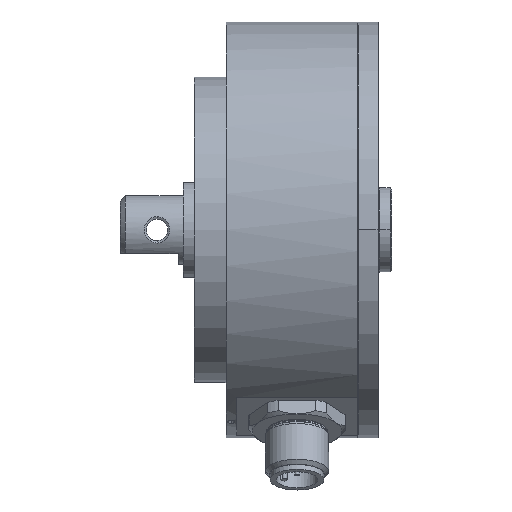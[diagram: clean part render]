
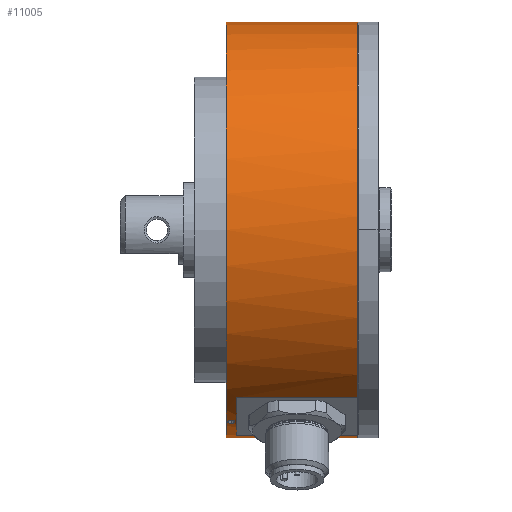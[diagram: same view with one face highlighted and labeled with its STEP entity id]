
A CAD part, left-side view. The second image highlights one B-rep face of the part: STEP entity #11005.
In plain terms, the highlighted cylindrical face has radius 39.5 mm (diameter 79 mm), a partial arc.
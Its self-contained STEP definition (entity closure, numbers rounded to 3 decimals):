
#28 = ORIENTED_EDGE ( 'NONE', *, *, #11295, .F. ) ;
#157 = VERTEX_POINT ( 'NONE', #1613 ) ;
#456 = CARTESIAN_POINT ( 'NONE',  ( -15.76, 24.194, -36.22 ) ) ;
#1142 = CARTESIAN_POINT ( 'NONE',  ( -15.116, 23.3, -36.493 ) ) ;
#1494 = CARTESIAN_POINT ( 'NONE',  ( -6.059, 0., -39.033 ) ) ;
#1564 = CARTESIAN_POINT ( 'NONE',  ( -15.446, 24.632, -36.355 ) ) ;
#1613 = CARTESIAN_POINT ( 'NONE',  ( -23.316, 0., -31.884 ) ) ;
#1902 = CARTESIAN_POINT ( 'NONE',  ( -15.116, 23.3, -36.493 ) ) ;
#2026 = EDGE_CURVE ( 'NONE', #13358, #11859, #13349, .T. ) ;
#2141 = CIRCLE ( 'NONE', #11280, 39.5 ) ;
#2149 = VECTOR ( 'NONE', #10107, 1000. ) ;
#2355 = B_SPLINE_CURVE_WITH_KNOTS ( 'NONE', 3,
 ( #7227, #7985, #2641, #13487, #3075, #4584, #4081, #10626, #2998, #1902 ),
 .UNSPECIFIED., .F., .F.,
 ( 4, 2, 2, 2, 4 ),
 ( -1., -0.75, -0.5, -0.25, 0. ),
 .UNSPECIFIED. ) ;
#2393 = ORIENTED_EDGE ( 'NONE', *, *, #4650, .F. ) ;
#2444 = B_SPLINE_CURVE_WITH_KNOTS ( 'NONE', 3,
 ( #11355, #3695, #5900, #13600, #6988, #456, #8099, #1564, #9196, #2658 ),
 .UNSPECIFIED., .F., .F.,
 ( 4, 2, 2, 2, 4 ),
 ( -1., -0.75, -0.5, -0.25, 0. ),
 .UNSPECIFIED. ) ;
#2641 = CARTESIAN_POINT ( 'NONE',  ( -14.784, 24.632, -36.629 ) ) ;
#2658 = CARTESIAN_POINT ( 'NONE',  ( -15.116, 24.7, -36.493 ) ) ;
#2687 = DIRECTION ( 'NONE',  ( 0., -1., 0. ) ) ;
#2820 = AXIS2_PLACEMENT_3D ( 'NONE', #5633, #13337, #6724 ) ;
#2998 = CARTESIAN_POINT ( 'NONE',  ( -14.937, 23.3, -36.567 ) ) ;
#3075 = CARTESIAN_POINT ( 'NONE',  ( -14.467, 24.193, -36.755 ) ) ;
#3548 = CYLINDRICAL_SURFACE ( 'NONE', #11862, 39.5 ) ;
#3682 = EDGE_CURVE ( 'NONE', #11859, #11937, #7646, .T. ) ;
#3695 = CARTESIAN_POINT ( 'NONE',  ( -15.295, 23.3, -36.419 ) ) ;
#4081 = CARTESIAN_POINT ( 'NONE',  ( -14.531, 23.642, -36.731 ) ) ;
#4411 = VERTEX_POINT ( 'NONE', #4557 ) ;
#4414 = EDGE_CURVE ( 'NONE', #13099, #11937, #2141, .T. ) ;
#4557 = CARTESIAN_POINT ( 'NONE',  ( -15.116, 24.7, -36.493 ) ) ;
#4584 = CARTESIAN_POINT ( 'NONE',  ( -14.467, 23.807, -36.755 ) ) ;
#4650 = EDGE_CURVE ( 'NONE', #4411, #13611, #2355, .T. ) ;
#4722 = CARTESIAN_POINT ( 'NONE',  ( 0., 0., 0. ) ) ;
#4812 = ORIENTED_EDGE ( 'NONE', *, *, #12509, .F. ) ;
#5028 = ORIENTED_EDGE ( 'NONE', *, *, #9575, .F. ) ;
#5376 = DIRECTION ( 'NONE',  ( 0., 1., 0. ) ) ;
#5403 = LINE ( 'NONE', #11959, #11253 ) ;
#5632 = CARTESIAN_POINT ( 'NONE',  ( -6.059, 0., -39.033 ) ) ;
#5633 = CARTESIAN_POINT ( 'NONE',  ( 0., 23., 0. ) ) ;
#5900 = CARTESIAN_POINT ( 'NONE',  ( -15.446, 23.368, -36.355 ) ) ;
#6030 = CARTESIAN_POINT ( 'NONE',  ( 0., 0., 0. ) ) ;
#6074 = CARTESIAN_POINT ( 'NONE',  ( 0., 25., 0. ) ) ;
#6110 = DIRECTION ( 'NONE',  ( 0., -1., 0. ) ) ;
#6125 = CARTESIAN_POINT ( 'NONE',  ( 0., 0., -39.5 ) ) ;
#6333 = EDGE_CURVE ( 'NONE', #13358, #12992, #10845, .T. ) ;
#6724 = DIRECTION ( 'NONE',  ( 0., 0., -1. ) ) ;
#6859 = CARTESIAN_POINT ( 'NONE',  ( 0., 0., 39.5 ) ) ;
#6941 = VERTEX_POINT ( 'NONE', #13413 ) ;
#6988 = CARTESIAN_POINT ( 'NONE',  ( -15.76, 23.807, -36.22 ) ) ;
#7068 = EDGE_CURVE ( 'NONE', #13031, #6941, #12067, .T. ) ;
#7117 = DIRECTION ( 'NONE',  ( 0., 0., -1. ) ) ;
#7227 = CARTESIAN_POINT ( 'NONE',  ( -15.116, 24.7, -36.493 ) ) ;
#7606 = ORIENTED_EDGE ( 'NONE', *, *, #2026, .T. ) ;
#7646 = LINE ( 'NONE', #10254, #11422 ) ;
#7795 = EDGE_LOOP ( 'NONE', ( #12531, #7606, #10968, #13086, #10604, #10170, #28, #4812 ) ) ;
#7889 = CIRCLE ( 'NONE', #11884, 39.5 ) ;
#7985 = CARTESIAN_POINT ( 'NONE',  ( -14.937, 24.7, -36.567 ) ) ;
#8016 = DIRECTION ( 'NONE',  ( 0., -1., 0. ) ) ;
#8085 = DIRECTION ( 'NONE',  ( 0., 0., -1. ) ) ;
#8099 = CARTESIAN_POINT ( 'NONE',  ( -15.697, 24.359, -36.247 ) ) ;
#8193 = LINE ( 'NONE', #1494, #11114 ) ;
#8394 = CARTESIAN_POINT ( 'NONE',  ( 0., 25., 39.5 ) ) ;
#8468 = EDGE_LOOP ( 'NONE', ( #2393, #5028 ) ) ;
#9098 = DIRECTION ( 'NONE',  ( 0., 0., -1. ) ) ;
#9196 = CARTESIAN_POINT ( 'NONE',  ( -15.294, 24.7, -36.419 ) ) ;
#9343 = CARTESIAN_POINT ( 'NONE',  ( 0., 25., -39.5 ) ) ;
#9575 = EDGE_CURVE ( 'NONE', #13611, #4411, #2444, .T. ) ;
#10107 = DIRECTION ( 'NONE',  ( 0., -1., 0. ) ) ;
#10170 = ORIENTED_EDGE ( 'NONE', *, *, #7068, .F. ) ;
#10254 = CARTESIAN_POINT ( 'NONE',  ( 0., 0., -39.5 ) ) ;
#10604 = ORIENTED_EDGE ( 'NONE', *, *, #13185, .F. ) ;
#10626 = CARTESIAN_POINT ( 'NONE',  ( -14.784, 23.368, -36.629 ) ) ;
#10724 = FACE_OUTER_BOUND ( 'NONE', #7795, .T. ) ;
#10815 = DIRECTION ( 'NONE',  ( 0., -1., 0. ) ) ;
#10845 = LINE ( 'NONE', #6859, #2149 ) ;
#10968 = ORIENTED_EDGE ( 'NONE', *, *, #3682, .T. ) ;
#11005 = ADVANCED_FACE ( 'NONE', ( #10724, #13700 ), #3548, .T. ) ;
#11114 = VECTOR ( 'NONE', #8016, 1000. ) ;
#11253 = VECTOR ( 'NONE', #5376, 1000. ) ;
#11280 = AXIS2_PLACEMENT_3D ( 'NONE', #13834, #6110, #12713 ) ;
#11295 = EDGE_CURVE ( 'NONE', #157, #13031, #5403, .T. ) ;
#11355 = CARTESIAN_POINT ( 'NONE',  ( -15.116, 23.3, -36.493 ) ) ;
#11422 = VECTOR ( 'NONE', #10815, 1000. ) ;
#11859 = VERTEX_POINT ( 'NONE', #9343 ) ;
#11862 = AXIS2_PLACEMENT_3D ( 'NONE', #4722, #13541, #8085 ) ;
#11884 = AXIS2_PLACEMENT_3D ( 'NONE', #6030, #13741, #7117 ) ;
#11937 = VERTEX_POINT ( 'NONE', #6125 ) ;
#11959 = CARTESIAN_POINT ( 'NONE',  ( -23.316, 0., -31.884 ) ) ;
#12067 = CIRCLE ( 'NONE', #2820, 39.5 ) ;
#12509 = EDGE_CURVE ( 'NONE', #12992, #157, #7889, .T. ) ;
#12531 = ORIENTED_EDGE ( 'NONE', *, *, #6333, .F. ) ;
#12713 = DIRECTION ( 'NONE',  ( 0., 0., -1. ) ) ;
#12992 = VERTEX_POINT ( 'NONE', #13133 ) ;
#13031 = VERTEX_POINT ( 'NONE', #13179 ) ;
#13086 = ORIENTED_EDGE ( 'NONE', *, *, #4414, .F. ) ;
#13099 = VERTEX_POINT ( 'NONE', #5632 ) ;
#13133 = CARTESIAN_POINT ( 'NONE',  ( 0., 0., 39.5 ) ) ;
#13179 = CARTESIAN_POINT ( 'NONE',  ( -23.316, 23., -31.884 ) ) ;
#13185 = EDGE_CURVE ( 'NONE', #6941, #13099, #8193, .T. ) ;
#13296 = AXIS2_PLACEMENT_3D ( 'NONE', #6074, #2687, #9098 ) ;
#13337 = DIRECTION ( 'NONE',  ( 0., -1., 0. ) ) ;
#13349 = CIRCLE ( 'NONE', #13296, 39.5 ) ;
#13358 = VERTEX_POINT ( 'NONE', #8394 ) ;
#13413 = CARTESIAN_POINT ( 'NONE',  ( -6.059, 23., -39.033 ) ) ;
#13487 = CARTESIAN_POINT ( 'NONE',  ( -14.53, 24.358, -36.731 ) ) ;
#13541 = DIRECTION ( 'NONE',  ( 0., -1., 0. ) ) ;
#13600 = CARTESIAN_POINT ( 'NONE',  ( -15.698, 23.642, -36.247 ) ) ;
#13611 = VERTEX_POINT ( 'NONE', #1142 ) ;
#13700 = FACE_BOUND ( 'NONE', #8468, .T. ) ;
#13741 = DIRECTION ( 'NONE',  ( 0., -1., 0. ) ) ;
#13834 = CARTESIAN_POINT ( 'NONE',  ( 0., 0., 0. ) ) ;
